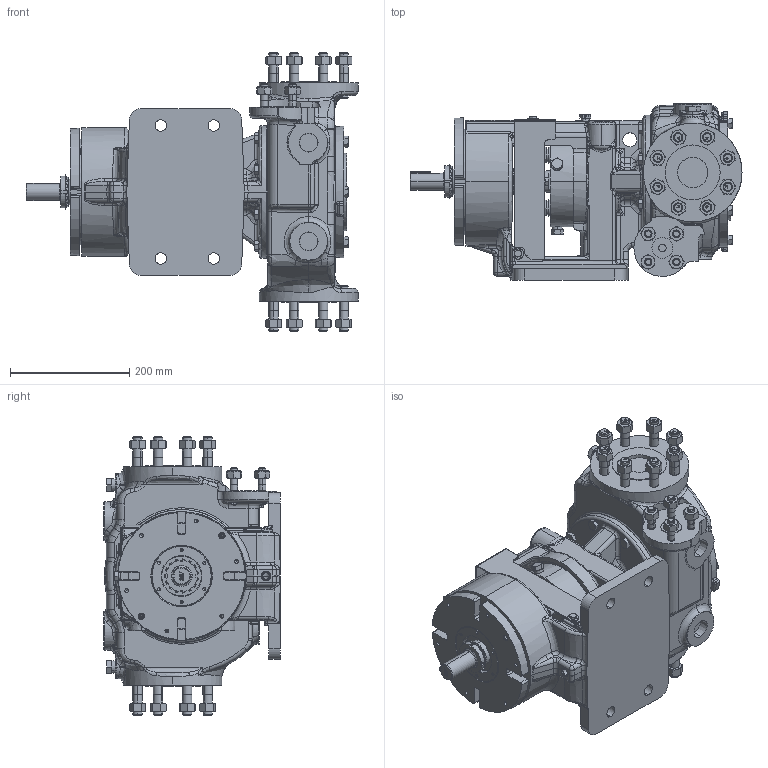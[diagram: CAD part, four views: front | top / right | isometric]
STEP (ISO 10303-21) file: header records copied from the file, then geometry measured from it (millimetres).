
FILE_DESCRIPTION (( 'STEP AP214' ), '1' );
FILE_NAME ('KK4223AX.STEP', '2017-01-18T20:25:04', ( '' ), ( '' ), 'SwSTEP 2.0', 'SolidWorks 2016', '' );
FILE_SCHEMA (( 'AUTOMOTIVE_DESIGN' ));
Length unit declared in the file: inch
Products named in the file (2): KK4223AX
Bounding box: 555.75 x 295.4 x 466.85 mm (x, y, z)
Volume: 19649152.4 mm3; surface area: 1045460.2 mm2
Topology: 1 solids, 1 shells, 4145 faces, 10043 edges, 6097 vertices
Faces by surface type: plane 1541, bspline 870, cone 798, cylinder 783, torus 112, sphere 41
Entity records: 214761 total; most frequent: CARTESIAN_POINT 85098, ORIENTED_EDGE 19902, DIRECTION 15818, EDGE_CURVE 9951, VERTEX_POINT 6097, AXIS2_PLACEMENT_3D 6042, EDGE_LOOP 4488, FACE_OUTER_BOUND 4145
